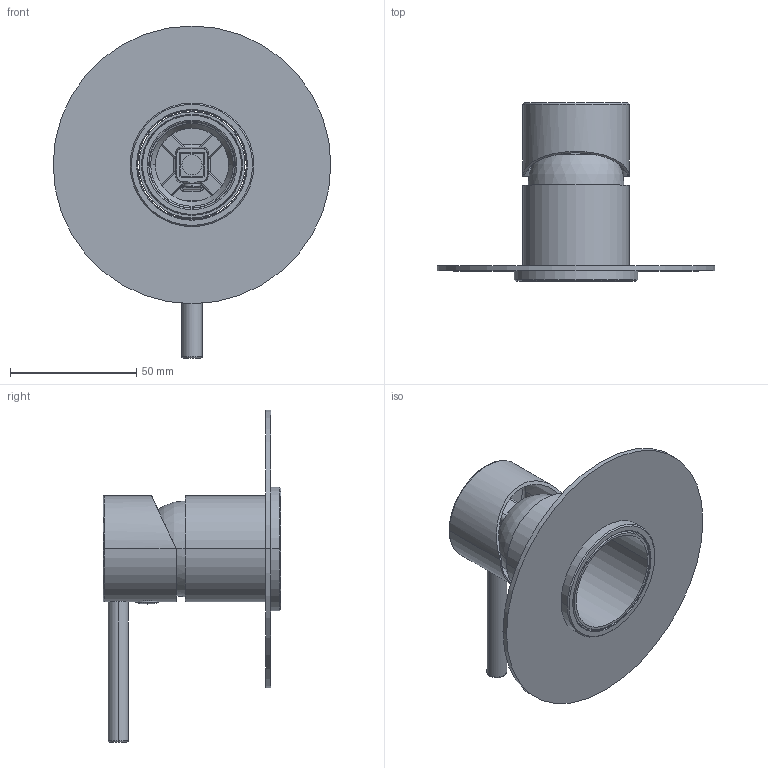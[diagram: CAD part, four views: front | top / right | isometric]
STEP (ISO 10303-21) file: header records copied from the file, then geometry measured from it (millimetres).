
FILE_DESCRIPTION((''),'2;1');
FILE_NAME('ALOG604E001','2022-09-02T11:35:51',('Michela Ferrini'),(''),'CREO PARAMETRIC BY PTC INC, 2020281','CREO PARAMETRIC BY PTC INC, 2020281','');
FILE_SCHEMA(('CONFIG_CONTROL_DESIGN'));
Length unit declared in the file: millimetre
Products named in the file (10): SINMAC0008; SCCMAC0005; ALOG005C004; ALOG005C002; ALOG005A001; SPLMAC0001; ALOG604C002; AOTT608C002; ALOG604W002; ALOG604E001
Assembly tree (9 placements, depth 3):
  ALOG604E001
    SINMAC0008
    SCCMAC0005
    ALOG005A001
      ALOG005C004
      ALOG005C002
    SPLMAC0001
    ALOG604W002
      ALOG604C002
      AOTT608C002
Bounding box: 110 x 70.5 x 131.5 mm (x, y, z)
Volume: 36488.2 mm3; surface area: 46006.7 mm2
Topology: 7 solids, 11 shells, 255 faces, 614 edges, 391 vertices
Faces by surface type: cylinder 89, plane 68, bspline 33, cone 29, torus 25, sphere 11
Entity records: 9681 total; most frequent: CARTESIAN_POINT 3645, DIRECTION 1254, ORIENTED_EDGE 1178, EDGE_CURVE 599, AXIS2_PLACEMENT_3D 515, VERTEX_POINT 369, EDGE_LOOP 280, FACE_OUTER_BOUND 255
